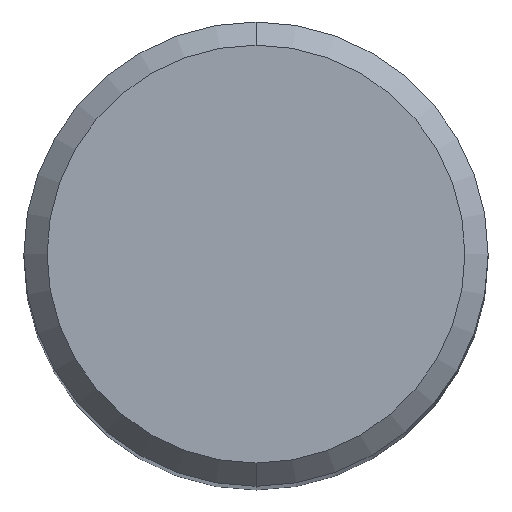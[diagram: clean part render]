
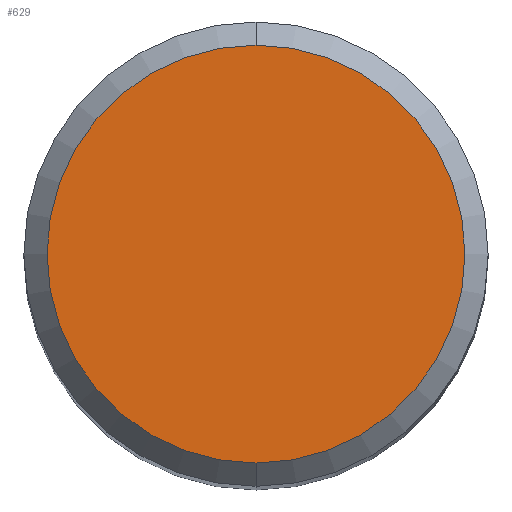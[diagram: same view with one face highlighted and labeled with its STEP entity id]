
A CAD part, top view. The second image highlights one B-rep face of the part: STEP entity #629.
In plain terms, the highlighted planar face has unit normal (0, 0, 1).
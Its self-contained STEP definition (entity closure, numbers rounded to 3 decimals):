
#339=EDGE_CURVE('',#511,#475,#911,.T.);
#475=VERTEX_POINT('',#1060);
#511=VERTEX_POINT('',#1099);
#629=ADVANCED_FACE('',(#1228),#1229,.T.);
#661=EDGE_CURVE('',#475,#511,#1265,.T.);
#911=CIRCLE('',#1690,5.4);
#1060=CARTESIAN_POINT('',(0.,-5.4,0.0));
#1099=CARTESIAN_POINT('',(0.0,5.4,0.0));
#1228=FACE_OUTER_BOUND('',#5226,.T.);
#1229=PLANE('',#5227);
#1265=CIRCLE('',#5350,5.4);
#1690=AXIS2_PLACEMENT_3D('',#5928,#5929,#5930);
#5226=EDGE_LOOP('',(#6259,#6260));
#5227=AXIS2_PLACEMENT_3D('',#6261,#6262,#6263);
#5350=AXIS2_PLACEMENT_3D('',#6302,#6303,#6304);
#5928=CARTESIAN_POINT('',(0.0,0.0,0.0));
#5929=DIRECTION('',(0.0,0.0,-1.0));
#5930=DIRECTION('',(0.0,1.0,0.0));
#6259=ORIENTED_EDGE('',*,*,#339,.F.);
#6260=ORIENTED_EDGE('',*,*,#661,.F.);
#6261=CARTESIAN_POINT('',(0.0,2.7,0.0));
#6262=DIRECTION('',(-0.0,0.0,1.0));
#6263=DIRECTION('',(0.0,-1.0,0.0));
#6302=CARTESIAN_POINT('',(0.0,0.0,0.0));
#6303=DIRECTION('',(0.0,0.0,-1.0));
#6304=DIRECTION('',(0.0,1.0,0.0));
